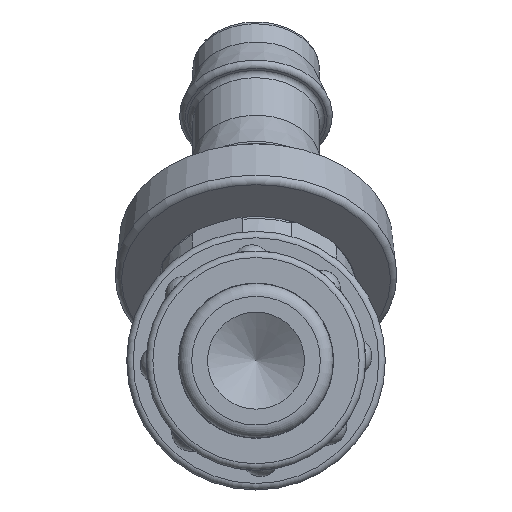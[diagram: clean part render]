
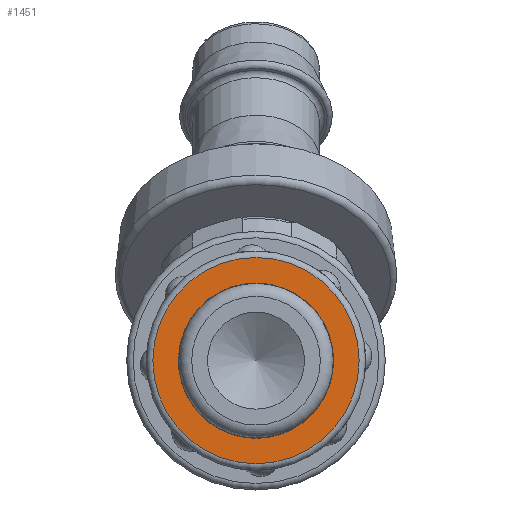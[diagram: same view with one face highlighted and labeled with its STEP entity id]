
A CAD part, left-side view. The second image highlights one B-rep face of the part: STEP entity #1451.
In plain terms, the highlighted planar face has unit normal (-1, 0, 0).
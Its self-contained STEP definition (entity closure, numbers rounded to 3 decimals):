
#83=FACE_BOUND('',#276,.T.);
#104=PLANE('',#1587);
#178=FACE_OUTER_BOUND('',#275,.T.);
#275=EDGE_LOOP('',(#990));
#276=EDGE_LOOP('',(#991));
#494=CIRCLE('',#1588,7.975);
#495=CIRCLE('',#1589,5.975);
#620=VERTEX_POINT('',#2605);
#621=VERTEX_POINT('',#2607);
#764=EDGE_CURVE('',#620,#620,#494,.T.);
#765=EDGE_CURVE('',#621,#621,#495,.T.);
#990=ORIENTED_EDGE('',*,*,#764,.F.);
#991=ORIENTED_EDGE('',*,*,#765,.F.);
#1451=ADVANCED_FACE('',(#178,#83),#104,.T.);
#1587=AXIS2_PLACEMENT_3D('',#2604,#1859,#1860);
#1588=AXIS2_PLACEMENT_3D('',#2606,#1861,#1862);
#1589=AXIS2_PLACEMENT_3D('',#2608,#1863,#1864);
#1859=DIRECTION('center_axis',(-1.,0.,0.));
#1860=DIRECTION('ref_axis',(0.,-1.,0.));
#1861=DIRECTION('center_axis',(1.,0.,0.));
#1862=DIRECTION('ref_axis',(0.,0.,
-1.));
#1863=DIRECTION('center_axis',(-1.,0.,0.));
#1864=DIRECTION('ref_axis',(0.,1.,0.));
#2604=CARTESIAN_POINT('Origin',(8.575,0.,
6.75));
#2605=CARTESIAN_POINT('',(8.575,7.975,0.));
#2606=CARTESIAN_POINT('Origin',(8.575,0.,0.));
#2607=CARTESIAN_POINT('',(8.575,-5.975,0.));
#2608=CARTESIAN_POINT('Origin',(8.575,0.,0.));
